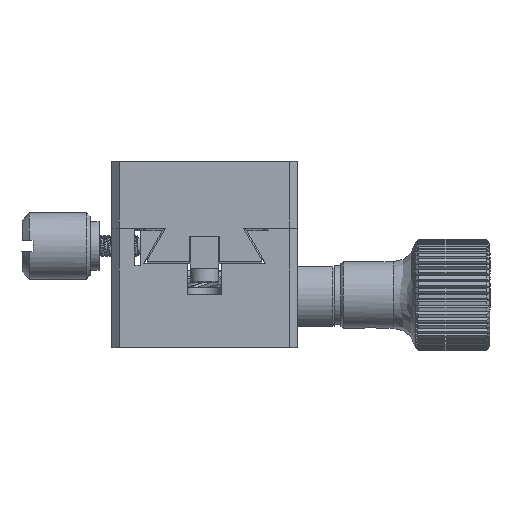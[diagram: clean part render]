
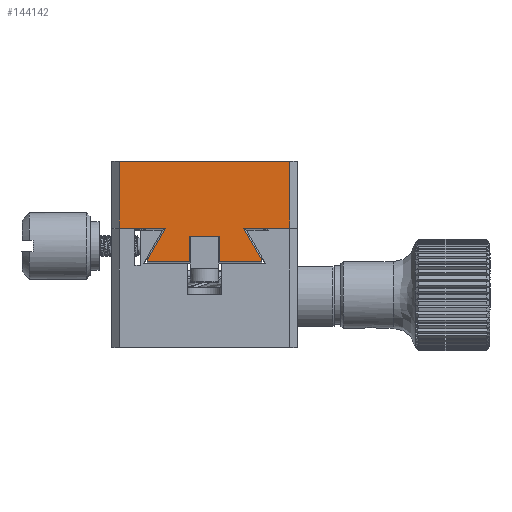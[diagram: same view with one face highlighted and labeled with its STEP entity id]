
A CAD part, top view. The second image highlights one B-rep face of the part: STEP entity #144142.
In plain terms, the highlighted planar face has unit normal (0, 0, 1).
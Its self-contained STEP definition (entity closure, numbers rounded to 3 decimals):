
#943 = DIRECTION ( 'NONE',  ( 0., -1., 0. ) ) ;
#1471 = VECTOR ( 'NONE', #101182, 1000. ) ;
#3270 = LINE ( 'NONE', #13054, #107672 ) ;
#3950 = EDGE_CURVE ( 'NONE', #120093, #34018, #136980, .T. ) ;
#5051 = ORIENTED_EDGE ( 'NONE', *, *, #108727, .F. ) ;
#5107 = VERTEX_POINT ( 'NONE', #105219 ) ;
#7162 = VERTEX_POINT ( 'NONE', #65519 ) ;
#7309 = EDGE_CURVE ( 'NONE', #7162, #141225, #33243, .T. ) ;
#11832 = VECTOR ( 'NONE', #77285, 1000. ) ;
#13054 = CARTESIAN_POINT ( 'NONE',  ( 11.5, 26., 149.645 ) ) ;
#13900 = EDGE_CURVE ( 'NONE', #76349, #119980, #52442, .T. ) ;
#15607 = EDGE_CURVE ( 'NONE', #114470, #92137, #143610, .T. ) ;
#18462 = DIRECTION ( 'NONE',  ( -1., 0., 0. ) ) ;
#19168 = EDGE_CURVE ( 'NONE', #83104, #146571, #39852, .T. ) ;
#20692 = FACE_OUTER_BOUND ( 'NONE', #122155, .T. ) ;
#22194 = DIRECTION ( 'NONE',  ( -1., 0., 0. ) ) ;
#25491 = ORIENTED_EDGE ( 'NONE', *, *, #19168, .F. ) ;
#26142 = LINE ( 'NONE', #140180, #31350 ) ;
#27317 = ORIENTED_EDGE ( 'NONE', *, *, #141143, .F. ) ;
#30687 = CARTESIAN_POINT ( 'NONE',  ( -7.698, 12.793, 149.645 ) ) ;
#31277 = DIRECTION ( 'NONE',  ( -1., 0., 0. ) ) ;
#31350 = VECTOR ( 'NONE', #72626, 1000. ) ;
#31805 = CARTESIAN_POINT ( 'NONE',  ( -11.5, 17., 149.645 ) ) ;
#31900 = ORIENTED_EDGE ( 'NONE', *, *, #132628, .F. ) ;
#32696 = LINE ( 'NONE', #91179, #105843 ) ;
#33243 = LINE ( 'NONE', #55753, #80412 ) ;
#34018 = VERTEX_POINT ( 'NONE', #85772 ) ;
#37041 = DIRECTION ( 'NONE',  ( 0., -1., 0. ) ) ;
#39330 = CARTESIAN_POINT ( 'NONE',  ( 11.5, 26., 149.645 ) ) ;
#39852 = LINE ( 'NONE', #74346, #148113 ) ;
#39935 = DIRECTION ( 'NONE',  ( -1., 0., 0. ) ) ;
#40692 = VERTEX_POINT ( 'NONE', #39330 ) ;
#40959 = PLANE ( 'NONE',  #79211 ) ;
#42933 = ORIENTED_EDGE ( 'NONE', *, *, #56989, .T. ) ;
#47466 = EDGE_CURVE ( 'NONE', #76349, #70818, #135889, .T. ) ;
#47704 = VECTOR ( 'NONE', #99119, 1000. ) ;
#48465 = EDGE_CURVE ( 'NONE', #40692, #146571, #78027, .T. ) ;
#49075 = ORIENTED_EDGE ( 'NONE', *, *, #13900, .F. ) ;
#49703 = LINE ( 'NONE', #95474, #112081 ) ;
#51839 = ORIENTED_EDGE ( 'NONE', *, *, #47466, .T. ) ;
#52442 = LINE ( 'NONE', #30687, #1471 ) ;
#53422 = ORIENTED_EDGE ( 'NONE', *, *, #96422, .F. ) ;
#53428 = ORIENTED_EDGE ( 'NONE', *, *, #15607, .F. ) ;
#55239 = ORIENTED_EDGE ( 'NONE', *, *, #99778, .F. ) ;
#55753 = CARTESIAN_POINT ( 'NONE',  ( -2., 26., 149.645 ) ) ;
#56989 = EDGE_CURVE ( 'NONE', #146826, #5107, #32696, .T. ) ;
#60152 = LINE ( 'NONE', #105906, #99767 ) ;
#64791 = DIRECTION ( 'NONE',  ( 0., 1., 0. ) ) ;
#65519 = CARTESIAN_POINT ( 'NONE',  ( -2., 15.9, 149.645 ) ) ;
#65742 = CARTESIAN_POINT ( 'NONE',  ( 7.698, 12.5, 149.645 ) ) ;
#66525 = CARTESIAN_POINT ( 'NONE',  ( 0., 17., 149.645 ) ) ;
#66582 = CARTESIAN_POINT ( 'NONE',  ( 11.5, 17., 149.645 ) ) ;
#70818 = VERTEX_POINT ( 'NONE', #99044 ) ;
#72626 = DIRECTION ( 'NONE',  ( -1., 0., 0. ) ) ;
#73642 = VECTOR ( 'NONE', #39935, 1000. ) ;
#74346 = CARTESIAN_POINT ( 'NONE',  ( -11.5, 26., 149.645 ) ) ;
#76349 = VERTEX_POINT ( 'NONE', #100693 ) ;
#77285 = DIRECTION ( 'NONE',  ( -1., 0., 0. ) ) ;
#78027 = LINE ( 'NONE', #101276, #11832 ) ;
#79211 = AXIS2_PLACEMENT_3D ( 'NONE', #98719, #146018, #18462 ) ;
#80412 = VECTOR ( 'NONE', #943, 1000. ) ;
#81934 = ORIENTED_EDGE ( 'NONE', *, *, #104715, .F. ) ;
#83104 = VERTEX_POINT ( 'NONE', #31805 ) ;
#85722 = CARTESIAN_POINT ( 'NONE',  ( 2., 12.5, 149.645 ) ) ;
#85772 = CARTESIAN_POINT ( 'NONE',  ( 5.269, 17., 149.645 ) ) ;
#87770 = VECTOR ( 'NONE', #64791, 1000. ) ;
#87868 = CARTESIAN_POINT ( 'NONE',  ( -7.698, 12.5, 149.645 ) ) ;
#89651 = ORIENTED_EDGE ( 'NONE', *, *, #3950, .F. ) ;
#91179 = CARTESIAN_POINT ( 'NONE',  ( 7.698, 12.5, 149.645 ) ) ;
#92137 = VERTEX_POINT ( 'NONE', #103546 ) ;
#95474 = CARTESIAN_POINT ( 'NONE',  ( 5.269, 17., 149.645 ) ) ;
#96422 = EDGE_CURVE ( 'NONE', #119980, #83104, #123539, .T. ) ;
#96957 = LINE ( 'NONE', #108199, #73642 ) ;
#98719 = CARTESIAN_POINT ( 'NONE',  ( 0., 26., 149.645 ) ) ;
#99044 = CARTESIAN_POINT ( 'NONE',  ( -7.698, 12.5, 149.645 ) ) ;
#99119 = DIRECTION ( 'NONE',  ( 0., -1., 0. ) ) ;
#99767 = VECTOR ( 'NONE', #140448, 1000. ) ;
#99778 = EDGE_CURVE ( 'NONE', #146826, #114470, #60152, .T. ) ;
#100693 = CARTESIAN_POINT ( 'NONE',  ( -7.698, 12.793, 149.645 ) ) ;
#100956 = DIRECTION ( 'NONE',  ( 0., 1., 0. ) ) ;
#101182 = DIRECTION ( 'NONE',  ( 0.5, 0.866, 0. ) ) ;
#101276 = CARTESIAN_POINT ( 'NONE',  ( -12.5, 26., 149.645 ) ) ;
#101820 = ORIENTED_EDGE ( 'NONE', *, *, #7309, .F. ) ;
#103546 = CARTESIAN_POINT ( 'NONE',  ( 2., 15.9, 149.645 ) ) ;
#104383 = VECTOR ( 'NONE', #31277, 1000. ) ;
#104715 = EDGE_CURVE ( 'NONE', #34018, #5107, #49703, .T. ) ;
#105219 = CARTESIAN_POINT ( 'NONE',  ( 7.698, 12.793, 149.645 ) ) ;
#105843 = VECTOR ( 'NONE', #100956, 1000. ) ;
#105906 = CARTESIAN_POINT ( 'NONE',  ( 0., 12.5, 149.645 ) ) ;
#106532 = VECTOR ( 'NONE', #22194, 1000. ) ;
#107672 = VECTOR ( 'NONE', #37041, 1000. ) ;
#108199 = CARTESIAN_POINT ( 'NONE',  ( 0., 15.9, 149.645 ) ) ;
#108727 = EDGE_CURVE ( 'NONE', #141225, #70818, #26142, .T. ) ;
#108838 = DIRECTION ( 'NONE',  ( 0., 1., 0. ) ) ;
#109248 = CARTESIAN_POINT ( 'NONE',  ( -11.5, 26., 149.645 ) ) ;
#112081 = VECTOR ( 'NONE', #143453, 1000. ) ;
#114470 = VERTEX_POINT ( 'NONE', #85722 ) ;
#119980 = VERTEX_POINT ( 'NONE', #142429 ) ;
#120093 = VERTEX_POINT ( 'NONE', #66582 ) ;
#122155 = EDGE_LOOP ( 'NONE', ( #49075, #51839, #5051, #101820, #31900, #53428, #55239, #42933, #81934, #89651, #27317, #128435, #25491, #53422 ) ) ;
#123539 = LINE ( 'NONE', #66525, #104383 ) ;
#128435 = ORIENTED_EDGE ( 'NONE', *, *, #48465, .T. ) ;
#132628 = EDGE_CURVE ( 'NONE', #92137, #7162, #96957, .T. ) ;
#135889 = LINE ( 'NONE', #87868, #47704 ) ;
#136249 = CARTESIAN_POINT ( 'NONE',  ( 5.5, 17., 149.645 ) ) ;
#136980 = LINE ( 'NONE', #136249, #106532 ) ;
#138368 = CARTESIAN_POINT ( 'NONE',  ( -2., 12.5, 149.645 ) ) ;
#140180 = CARTESIAN_POINT ( 'NONE',  ( 0., 12.5, 149.645 ) ) ;
#140448 = DIRECTION ( 'NONE',  ( -1., 0., 0. ) ) ;
#141143 = EDGE_CURVE ( 'NONE', #40692, #120093, #3270, .T. ) ;
#141225 = VERTEX_POINT ( 'NONE', #138368 ) ;
#142429 = CARTESIAN_POINT ( 'NONE',  ( -5.269, 17., 149.645 ) ) ;
#143453 = DIRECTION ( 'NONE',  ( 0.5, -0.866, 0. ) ) ;
#143610 = LINE ( 'NONE', #144356, #87770 ) ;
#144142 = ADVANCED_FACE ( 'NONE', ( #20692 ), #40959, .F. ) ;
#144356 = CARTESIAN_POINT ( 'NONE',  ( 2., 26., 149.645 ) ) ;
#146018 = DIRECTION ( 'NONE',  ( 0., 0., -1. ) ) ;
#146571 = VERTEX_POINT ( 'NONE', #109248 ) ;
#146826 = VERTEX_POINT ( 'NONE', #65742 ) ;
#148113 = VECTOR ( 'NONE', #108838, 1000. ) ;
